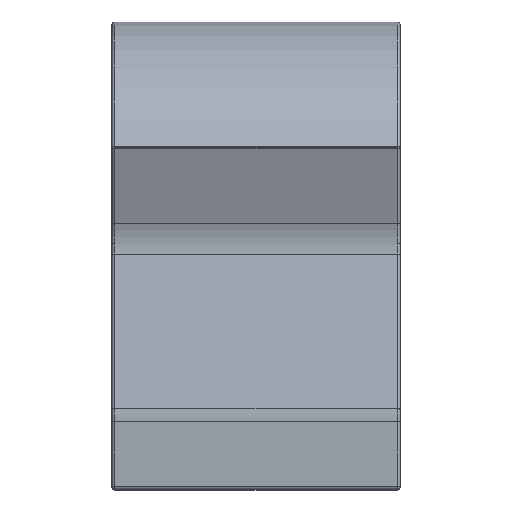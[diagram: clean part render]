
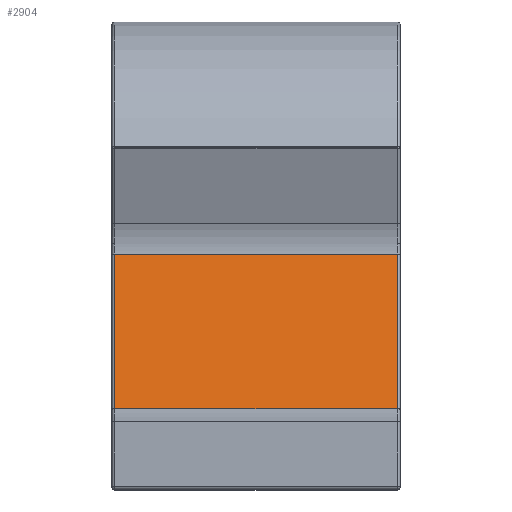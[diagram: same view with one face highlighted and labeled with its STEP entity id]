
A CAD part, top view. The second image highlights one B-rep face of the part: STEP entity #2904.
In plain terms, the highlighted planar face has unit normal (0, 0.174, 0.985).
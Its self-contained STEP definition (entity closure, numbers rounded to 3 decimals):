
#44 = CARTESIAN_POINT ( 'NONE',  ( 19.4, 5.431, -0.076 ) ) ;
#299 = ORIENTED_EDGE ( 'NONE', *, *, #8077, .T. ) ;
#910 = CARTESIAN_POINT ( 'NONE',  ( 0.2, 15.844, -1.912 ) ) ;
#2089 = CARTESIAN_POINT ( 'NONE',  ( 19.4, 15.844, -1.912 ) ) ;
#2343 = FACE_OUTER_BOUND ( 'NONE', #7750, .T. ) ;
#2351 = LINE ( 'NONE', #5979, #7389 ) ;
#2904 = ADVANCED_FACE ( 'NONE', ( #2343 ), #5562, .F. ) ;
#3139 = ORIENTED_EDGE ( 'NONE', *, *, #3935, .T. ) ;
#3742 = CARTESIAN_POINT ( 'NONE',  ( 19.2, 15.844, -1.912 ) ) ;
#3871 = VERTEX_POINT ( 'NONE', #4189 ) ;
#3880 = AXIS2_PLACEMENT_3D ( 'NONE', #5611, #7415, #6796 ) ;
#3935 = EDGE_CURVE ( 'NONE', #3871, #6784, #4353, .T. ) ;
#4055 = VECTOR ( 'NONE', #6904, 1000. ) ;
#4189 = CARTESIAN_POINT ( 'NONE',  ( 0.2, 5.431, -0.076 ) ) ;
#4353 = LINE ( 'NONE', #44, #4055 ) ;
#4368 = VECTOR ( 'NONE', #4784, 1000. ) ;
#4575 = LINE ( 'NONE', #2089, #6253 ) ;
#4660 = DIRECTION ( 'NONE',  ( 0., 0.985, -0.174 ) ) ;
#4784 = DIRECTION ( 'NONE',  ( 0., -0.985, 0.174 ) ) ;
#5466 = ORIENTED_EDGE ( 'NONE', *, *, #7937, .T. ) ;
#5482 = CARTESIAN_POINT ( 'NONE',  ( 0.2, 15.844, -1.912 ) ) ;
#5562 = PLANE ( 'NONE',  #3880 ) ;
#5611 = CARTESIAN_POINT ( 'NONE',  ( 19.4, 15.844, -1.912 ) ) ;
#5718 = EDGE_CURVE ( 'NONE', #7430, #6687, #4575, .T. ) ;
#5979 = CARTESIAN_POINT ( 'NONE',  ( 19.2, 15.844, -1.912 ) ) ;
#6253 = VECTOR ( 'NONE', #7085, 1000. ) ;
#6687 = VERTEX_POINT ( 'NONE', #5482 ) ;
#6784 = VERTEX_POINT ( 'NONE', #7950 ) ;
#6796 = DIRECTION ( 'NONE',  ( 0., 0.985, -0.174 ) ) ;
#6904 = DIRECTION ( 'NONE',  ( 1., 0., 0. ) ) ;
#7085 = DIRECTION ( 'NONE',  ( -1., 0., 0. ) ) ;
#7206 = LINE ( 'NONE', #910, #4368 ) ;
#7389 = VECTOR ( 'NONE', #4660, 1000. ) ;
#7415 = DIRECTION ( 'NONE',  ( 0., -0.174, -0.985 ) ) ;
#7430 = VERTEX_POINT ( 'NONE', #3742 ) ;
#7740 = ORIENTED_EDGE ( 'NONE', *, *, #5718, .T. ) ;
#7750 = EDGE_LOOP ( 'NONE', ( #7740, #5466, #3139, #299 ) ) ;
#7937 = EDGE_CURVE ( 'NONE', #6687, #3871, #7206, .T. ) ;
#7950 = CARTESIAN_POINT ( 'NONE',  ( 19.2, 5.431, -0.076 ) ) ;
#8077 = EDGE_CURVE ( 'NONE', #6784, #7430, #2351, .T. ) ;
